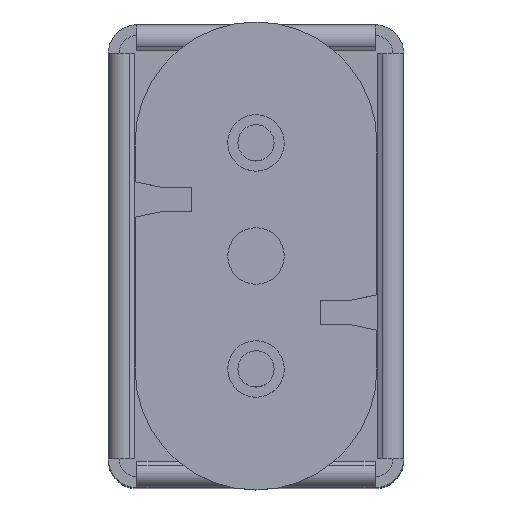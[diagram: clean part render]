
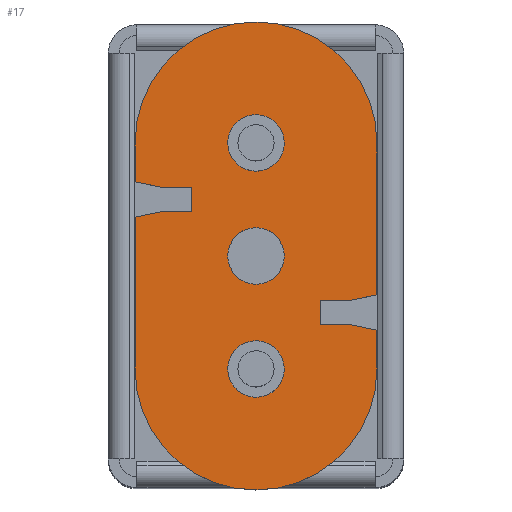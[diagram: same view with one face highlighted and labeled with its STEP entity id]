
A CAD part, top view. The second image highlights one B-rep face of the part: STEP entity #17.
In plain terms, the highlighted planar face has unit normal (0, 0, 1).
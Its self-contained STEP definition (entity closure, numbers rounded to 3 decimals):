
#17 = ADVANCED_FACE('',(#18,#38,#179,#199),#219,.F.);
#18 = FACE_BOUND('',#19,.T.);
#19 = EDGE_LOOP('',(#20,#31));
#20 = ORIENTED_EDGE('',*,*,#21,.T.);
#21 = EDGE_CURVE('',#22,#24,#26,.T.);
#22 = VERTEX_POINT('',#23);
#23 = CARTESIAN_POINT('',(0.,7.557,
    -2.368));
#24 = VERTEX_POINT('',#25);
#25 = CARTESIAN_POINT('',(0.,5.144,
    -2.368));
#26 = CIRCLE('',#27,1.207);
#27 = AXIS2_PLACEMENT_3D('',#28,#29,#30);
#28 = CARTESIAN_POINT('',(0.,6.35,
    -2.368));
#29 = DIRECTION('',(0.,0.,-1.));
#30 = DIRECTION('',(0.,-1.,0.));
#31 = ORIENTED_EDGE('',*,*,#32,.T.);
#32 = EDGE_CURVE('',#24,#22,#33,.T.);
#33 = CIRCLE('',#34,1.207);
#34 = AXIS2_PLACEMENT_3D('',#35,#36,#37);
#35 = CARTESIAN_POINT('',(0.,6.35,
    -2.368));
#36 = DIRECTION('',(0.,0.,-1.));
#37 = DIRECTION('',(0.,-1.,0.));
#38 = FACE_BOUND('',#39,.T.);
#39 = EDGE_LOOP('',(#40,#51,#59,#67,#75,#83,#91,#99,#107,#116,#124,#132,
    #140,#148,#156,#164,#172));
#40 = ORIENTED_EDGE('',*,*,#41,.F.);
#41 = EDGE_CURVE('',#42,#44,#46,.T.);
#42 = VERTEX_POINT('',#43);
#43 = CARTESIAN_POINT('',(-6.795,6.35,-2.368
    ));
#44 = VERTEX_POINT('',#45);
#45 = CARTESIAN_POINT('',(0.,13.145,
    -2.368));
#46 = CIRCLE('',#47,6.795);
#47 = AXIS2_PLACEMENT_3D('',#48,#49,#50);
#48 = CARTESIAN_POINT('',(0.,6.35,
    -2.368));
#49 = DIRECTION('',(0.,0.,-1.));
#50 = DIRECTION('',(0.,-1.,0.));
#51 = ORIENTED_EDGE('',*,*,#52,.F.);
#52 = EDGE_CURVE('',#53,#42,#55,.T.);
#53 = VERTEX_POINT('',#54);
#54 = CARTESIAN_POINT('',(-6.795,4.166,-2.368
    ));
#55 = LINE('',#56,#57);
#56 = CARTESIAN_POINT('',(-6.795,6.35,-2.368
    ));
#57 = VECTOR('',#58,1.);
#58 = DIRECTION('',(0.,1.,0.));
#59 = ORIENTED_EDGE('',*,*,#60,.F.);
#60 = EDGE_CURVE('',#61,#53,#63,.T.);
#61 = VERTEX_POINT('',#62);
#62 = CARTESIAN_POINT('',(-5.22,3.835,-2.368
    ));
#63 = LINE('',#64,#65);
#64 = CARTESIAN_POINT('',(-6.795,4.166,-2.368
    ));
#65 = VECTOR('',#66,1.);
#66 = DIRECTION('',(-0.979,0.205,0.));
#67 = ORIENTED_EDGE('',*,*,#68,.F.);
#68 = EDGE_CURVE('',#69,#61,#71,.T.);
#69 = VERTEX_POINT('',#70);
#70 = CARTESIAN_POINT('',(-3.62,3.835,-2.368
    ));
#71 = LINE('',#72,#73);
#72 = CARTESIAN_POINT('',(-5.22,3.835,-2.368
    ));
#73 = VECTOR('',#74,1.);
#74 = DIRECTION('',(-1.,0.,0.));
#75 = ORIENTED_EDGE('',*,*,#76,.F.);
#76 = EDGE_CURVE('',#77,#69,#79,.T.);
#77 = VERTEX_POINT('',#78);
#78 = CARTESIAN_POINT('',(-3.62,2.515,-2.368
    ));
#79 = LINE('',#80,#81);
#80 = CARTESIAN_POINT('',(-3.62,3.835,-2.368
    ));
#81 = VECTOR('',#82,1.);
#82 = DIRECTION('',(0.,1.,0.));
#83 = ORIENTED_EDGE('',*,*,#84,.F.);
#84 = EDGE_CURVE('',#85,#77,#87,.T.);
#85 = VERTEX_POINT('',#86);
#86 = CARTESIAN_POINT('',(-5.22,2.515,-2.368
    ));
#87 = LINE('',#88,#89);
#88 = CARTESIAN_POINT('',(-5.22,2.515,-2.368
    ));
#89 = VECTOR('',#90,1.);
#90 = DIRECTION('',(1.,0.,0.));
#91 = ORIENTED_EDGE('',*,*,#92,.F.);
#92 = EDGE_CURVE('',#93,#85,#95,.T.);
#93 = VERTEX_POINT('',#94);
#94 = CARTESIAN_POINT('',(-6.795,2.184,-2.368
    ));
#95 = LINE('',#96,#97);
#96 = CARTESIAN_POINT('',(-6.795,2.184,-2.368
    ));
#97 = VECTOR('',#98,1.);
#98 = DIRECTION('',(0.979,0.205,0.));
#99 = ORIENTED_EDGE('',*,*,#100,.F.);
#100 = EDGE_CURVE('',#101,#93,#103,.T.);
#101 = VERTEX_POINT('',#102);
#102 = CARTESIAN_POINT('',(-6.795,-6.35,
    -2.368));
#103 = LINE('',#104,#105);
#104 = CARTESIAN_POINT('',(-6.795,2.184,
    -2.368));
#105 = VECTOR('',#106,1.);
#106 = DIRECTION('',(0.,1.,0.));
#107 = ORIENTED_EDGE('',*,*,#108,.F.);
#108 = EDGE_CURVE('',#109,#101,#111,.T.);
#109 = VERTEX_POINT('',#110);
#110 = CARTESIAN_POINT('',(6.794,-6.35,
    -2.368));
#111 = CIRCLE('',#112,6.795);
#112 = AXIS2_PLACEMENT_3D('',#113,#114,#115);
#113 = CARTESIAN_POINT('',(0.,-6.35,
    -2.368));
#114 = DIRECTION('',(0.,0.,-1.));
#115 = DIRECTION('',(0.,1.,0.));
#116 = ORIENTED_EDGE('',*,*,#117,.F.);
#117 = EDGE_CURVE('',#118,#109,#120,.T.);
#118 = VERTEX_POINT('',#119);
#119 = CARTESIAN_POINT('',(6.794,-4.166,
    -2.368));
#120 = LINE('',#121,#122);
#121 = CARTESIAN_POINT('',(6.794,-4.166,
    -2.368));
#122 = VECTOR('',#123,1.);
#123 = DIRECTION('',(0.,-1.,0.));
#124 = ORIENTED_EDGE('',*,*,#125,.F.);
#125 = EDGE_CURVE('',#126,#118,#128,.T.);
#126 = VERTEX_POINT('',#127);
#127 = CARTESIAN_POINT('',(5.22,-3.835,
    -2.368));
#128 = LINE('',#129,#130);
#129 = CARTESIAN_POINT('',(6.794,-4.166,
    -2.368));
#130 = VECTOR('',#131,1.);
#131 = DIRECTION('',(0.979,-0.205,0.)
  );
#132 = ORIENTED_EDGE('',*,*,#133,.F.);
#133 = EDGE_CURVE('',#134,#126,#136,.T.);
#134 = VERTEX_POINT('',#135);
#135 = CARTESIAN_POINT('',(3.619,-3.835,
    -2.368));
#136 = LINE('',#137,#138);
#137 = CARTESIAN_POINT('',(5.22,-3.835,
    -2.368));
#138 = VECTOR('',#139,1.);
#139 = DIRECTION('',(1.,0.,0.));
#140 = ORIENTED_EDGE('',*,*,#141,.F.);
#141 = EDGE_CURVE('',#142,#134,#144,.T.);
#142 = VERTEX_POINT('',#143);
#143 = CARTESIAN_POINT('',(3.619,-2.515,
    -2.368));
#144 = LINE('',#145,#146);
#145 = CARTESIAN_POINT('',(3.619,-3.835,
    -2.368));
#146 = VECTOR('',#147,1.);
#147 = DIRECTION('',(0.,-1.,0.));
#148 = ORIENTED_EDGE('',*,*,#149,.F.);
#149 = EDGE_CURVE('',#150,#142,#152,.T.);
#150 = VERTEX_POINT('',#151);
#151 = CARTESIAN_POINT('',(5.22,-2.515,
    -2.368));
#152 = LINE('',#153,#154);
#153 = CARTESIAN_POINT('',(5.22,-2.515,
    -2.368));
#154 = VECTOR('',#155,1.);
#155 = DIRECTION('',(-1.,0.,0.));
#156 = ORIENTED_EDGE('',*,*,#157,.F.);
#157 = EDGE_CURVE('',#158,#150,#160,.T.);
#158 = VERTEX_POINT('',#159);
#159 = CARTESIAN_POINT('',(6.794,-2.184,
    -2.368));
#160 = LINE('',#161,#162);
#161 = CARTESIAN_POINT('',(6.794,-2.184,
    -2.368));
#162 = VECTOR('',#163,1.);
#163 = DIRECTION('',(-0.979,-0.205,0.)
  );
#164 = ORIENTED_EDGE('',*,*,#165,.F.);
#165 = EDGE_CURVE('',#166,#158,#168,.T.);
#166 = VERTEX_POINT('',#167);
#167 = CARTESIAN_POINT('',(6.794,6.35,-2.368
    ));
#168 = LINE('',#169,#170);
#169 = CARTESIAN_POINT('',(6.794,6.35,-2.368
    ));
#170 = VECTOR('',#171,1.);
#171 = DIRECTION('',(0.,-1.,0.));
#172 = ORIENTED_EDGE('',*,*,#173,.F.);
#173 = EDGE_CURVE('',#44,#166,#174,.T.);
#174 = CIRCLE('',#175,6.795);
#175 = AXIS2_PLACEMENT_3D('',#176,#177,#178);
#176 = CARTESIAN_POINT('',(0.,6.35,
    -2.368));
#177 = DIRECTION('',(0.,0.,-1.));
#178 = DIRECTION('',(0.,-1.,0.));
#179 = FACE_BOUND('',#180,.T.);
#180 = EDGE_LOOP('',(#181,#192));
#181 = ORIENTED_EDGE('',*,*,#182,.T.);
#182 = EDGE_CURVE('',#183,#185,#187,.T.);
#183 = VERTEX_POINT('',#184);
#184 = CARTESIAN_POINT('',(0.,1.588,
    -2.368));
#185 = VERTEX_POINT('',#186);
#186 = CARTESIAN_POINT('',(0.,-1.587,
    -2.368));
#187 = CIRCLE('',#188,1.588);
#188 = AXIS2_PLACEMENT_3D('',#189,#190,#191);
#189 = CARTESIAN_POINT('',(0.,0.,
    -2.368));
#190 = DIRECTION('',(0.,0.,-1.));
#191 = DIRECTION('',(0.,-1.,0.));
#192 = ORIENTED_EDGE('',*,*,#193,.T.);
#193 = EDGE_CURVE('',#185,#183,#194,.T.);
#194 = CIRCLE('',#195,1.588);
#195 = AXIS2_PLACEMENT_3D('',#196,#197,#198);
#196 = CARTESIAN_POINT('',(0.,0.,
    -2.368));
#197 = DIRECTION('',(0.,0.,-1.));
#198 = DIRECTION('',(0.,-1.,0.));
#199 = FACE_BOUND('',#200,.T.);
#200 = EDGE_LOOP('',(#201,#212));
#201 = ORIENTED_EDGE('',*,*,#202,.T.);
#202 = EDGE_CURVE('',#203,#205,#207,.T.);
#203 = VERTEX_POINT('',#204);
#204 = CARTESIAN_POINT('',(0.,-5.143,
    -2.368));
#205 = VERTEX_POINT('',#206);
#206 = CARTESIAN_POINT('',(0.,-7.556,
    -2.368));
#207 = CIRCLE('',#208,1.207);
#208 = AXIS2_PLACEMENT_3D('',#209,#210,#211);
#209 = CARTESIAN_POINT('',(0.,-6.35,
    -2.368));
#210 = DIRECTION('',(0.,0.,-1.));
#211 = DIRECTION('',(0.,1.,0.));
#212 = ORIENTED_EDGE('',*,*,#213,.T.);
#213 = EDGE_CURVE('',#205,#203,#214,.T.);
#214 = CIRCLE('',#215,1.207);
#215 = AXIS2_PLACEMENT_3D('',#216,#217,#218);
#216 = CARTESIAN_POINT('',(0.,-6.35,
    -2.368));
#217 = DIRECTION('',(0.,0.,-1.));
#218 = DIRECTION('',(0.,1.,0.));
#219 = PLANE('',#220);
#220 = AXIS2_PLACEMENT_3D('',#221,#222,#223);
#221 = CARTESIAN_POINT('',(0.,6.35,
    -2.368));
#222 = DIRECTION('',(0.,0.,-1.));
#223 = DIRECTION('',(0.,-1.,0.));
